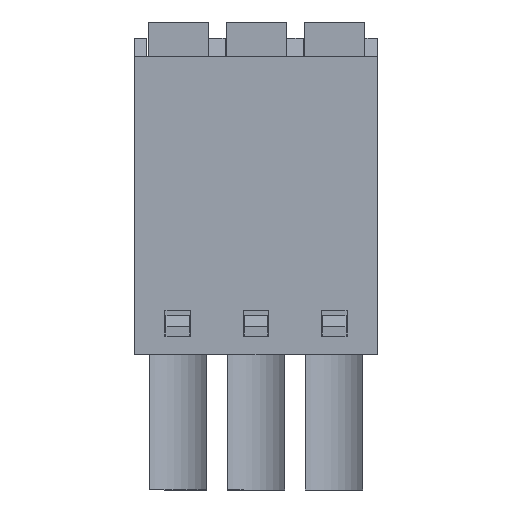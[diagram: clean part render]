
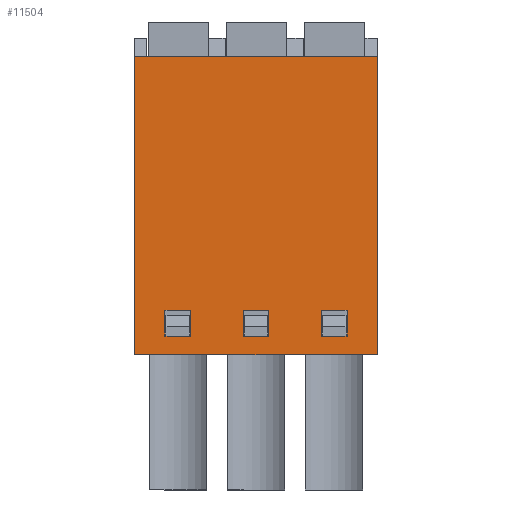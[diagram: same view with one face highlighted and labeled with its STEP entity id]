
A CAD part, front view. The second image highlights one B-rep face of the part: STEP entity #11504.
In plain terms, the highlighted planar face has unit normal (0, -1, 0).
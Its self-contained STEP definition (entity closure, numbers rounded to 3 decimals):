
#351=LINE('',#16352,#1814);
#435=LINE('',#16516,#1898);
#466=LINE('',#16574,#1929);
#614=LINE('',#16913,#2077);
#723=LINE('',#17206,#2186);
#730=LINE('',#17223,#2193);
#731=LINE('',#17225,#2194);
#732=LINE('',#17227,#2195);
#733=LINE('',#17228,#2196);
#734=LINE('',#17230,#2197);
#735=LINE('',#17232,#2198);
#736=LINE('',#17233,#2199);
#737=LINE('',#17235,#2200);
#738=LINE('',#17237,#2201);
#739=LINE('',#17238,#2202);
#740=LINE('',#17239,#2203);
#1814=VECTOR('',#13132,1000.);
#1898=VECTOR('',#13230,1000.);
#1929=VECTOR('',#13265,1000.);
#2077=VECTOR('',#13519,1000.);
#2186=VECTOR('',#13742,1000.);
#2193=VECTOR('',#13759,1000.);
#2194=VECTOR('',#13760,1000.);
#2195=VECTOR('',#13761,1000.);
#2196=VECTOR('',#13762,1000.);
#2197=VECTOR('',#13763,1000.);
#2198=VECTOR('',#13764,1000.);
#2199=VECTOR('',#13765,1000.);
#2200=VECTOR('',#13766,1000.);
#2201=VECTOR('',#13767,1000.);
#2202=VECTOR('',#13768,1000.);
#2203=VECTOR('',#13769,1000.);
#3904=ORIENTED_EDGE('',*,*,#6852,.F.);
#3905=ORIENTED_EDGE('',*,*,#7161,.F.);
#3906=ORIENTED_EDGE('',*,*,#7162,.F.);
#3907=ORIENTED_EDGE('',*,*,#7163,.F.);
#3908=ORIENTED_EDGE('',*,*,#7019,.F.);
#3909=ORIENTED_EDGE('',*,*,#7164,.F.);
#3910=ORIENTED_EDGE('',*,*,#7165,.F.);
#3911=ORIENTED_EDGE('',*,*,#7166,.F.);
#3912=ORIENTED_EDGE('',*,*,#7152,.F.);
#3913=ORIENTED_EDGE('',*,*,#7167,.F.);
#3914=ORIENTED_EDGE('',*,*,#7168,.F.);
#3915=ORIENTED_EDGE('',*,*,#7169,.F.);
#3916=ORIENTED_EDGE('',*,*,#7170,.T.);
#3917=ORIENTED_EDGE('',*,*,#6821,.F.);
#3918=ORIENTED_EDGE('',*,*,#7171,.F.);
#3919=ORIENTED_EDGE('',*,*,#6737,.T.);
#6737=EDGE_CURVE('',#8418,#8417,#351,.T.);
#6821=EDGE_CURVE('',#8490,#8491,#435,.T.);
#6852=EDGE_CURVE('',#8515,#8516,#466,.T.);
#7019=EDGE_CURVE('',#8637,#8638,#614,.T.);
#7152=EDGE_CURVE('',#8730,#8731,#723,.T.);
#7161=EDGE_CURVE('',#8736,#8515,#730,.T.);
#7162=EDGE_CURVE('',#8737,#8736,#731,.T.);
#7163=EDGE_CURVE('',#8516,#8737,#732,.T.);
#7164=EDGE_CURVE('',#8738,#8637,#733,.T.);
#7165=EDGE_CURVE('',#8739,#8738,#734,.T.);
#7166=EDGE_CURVE('',#8638,#8739,#735,.T.);
#7167=EDGE_CURVE('',#8740,#8730,#736,.T.);
#7168=EDGE_CURVE('',#8741,#8740,#737,.T.);
#7169=EDGE_CURVE('',#8731,#8741,#738,.T.);
#7170=EDGE_CURVE('',#8417,#8491,#739,.T.);
#7171=EDGE_CURVE('',#8418,#8490,#740,.T.);
#8417=VERTEX_POINT('',#16351);
#8418=VERTEX_POINT('',#16353);
#8490=VERTEX_POINT('',#16515);
#8491=VERTEX_POINT('',#16517);
#8515=VERTEX_POINT('',#16573);
#8516=VERTEX_POINT('',#16575);
#8637=VERTEX_POINT('',#16912);
#8638=VERTEX_POINT('',#16914);
#8730=VERTEX_POINT('',#17205);
#8731=VERTEX_POINT('',#17207);
#8736=VERTEX_POINT('',#17224);
#8737=VERTEX_POINT('',#17226);
#8738=VERTEX_POINT('',#17229);
#8739=VERTEX_POINT('',#17231);
#8740=VERTEX_POINT('',#17234);
#8741=VERTEX_POINT('',#17236);
#9764=EDGE_LOOP('',(#3904,#3905,#3906,#3907));
#9765=EDGE_LOOP('',(#3908,#3909,#3910,#3911));
#9766=EDGE_LOOP('',(#3912,#3913,#3914,#3915));
#9767=EDGE_LOOP('',(#3916,#3917,#3918,#3919));
#10393=FACE_BOUND('',#9764,.T.);
#10394=FACE_BOUND('',#9765,.T.);
#10395=FACE_BOUND('',#9766,.T.);
#10396=FACE_BOUND('',#9767,.T.);
#11004=PLANE('',#12219);
#11504=ADVANCED_FACE('',(#10393,#10394,#10395,#10396),#11004,.F.);
#12219=AXIS2_PLACEMENT_3D('',#17222,#13757,#13758);
#13132=DIRECTION('',(-1.,0.,0.));
#13230=DIRECTION('',(-1.,0.,0.));
#13265=DIRECTION('',(1.,0.,0.));
#13519=DIRECTION('',(1.,0.,0.));
#13742=DIRECTION('',(1.,0.,0.));
#13757=DIRECTION('',(0.,1.,0.));
#13758=DIRECTION('',(0.,0.,1.));
#13759=DIRECTION('',(0.,0.,-1.));
#13760=DIRECTION('',(-1.,0.,0.));
#13761=DIRECTION('',(0.,0.,1.));
#13762=DIRECTION('',(0.,0.,-1.));
#13763=DIRECTION('',(-1.,0.,0.));
#13764=DIRECTION('',(0.,0.,1.));
#13765=DIRECTION('',(0.,0.,-1.));
#13766=DIRECTION('',(-1.,0.,0.));
#13767=DIRECTION('',(0.,0.,1.));
#13768=DIRECTION('',(0.,0.,-1.));
#13769=DIRECTION('',(0.,0.,-1.));
#16351=CARTESIAN_POINT('',(-5.915,-3.9,7.25));
#16352=CARTESIAN_POINT('',(5.915,-3.9,7.25));
#16353=CARTESIAN_POINT('',(5.915,-3.9,7.25));
#16515=CARTESIAN_POINT('',(5.915,-3.9,-7.25));
#16516=CARTESIAN_POINT('',(5.915,-3.9,-7.25));
#16517=CARTESIAN_POINT('',(-5.915,-3.9,-7.25));
#16573=CARTESIAN_POINT('',(-4.435,-3.9,-6.35));
#16574=CARTESIAN_POINT('',(-4.435,-3.9,-6.35));
#16575=CARTESIAN_POINT('',(-3.185,-3.9,-6.35));
#16912=CARTESIAN_POINT('',(-0.625,-3.9,-6.35));
#16913=CARTESIAN_POINT('',(-0.625,-3.9,-6.35));
#16914=CARTESIAN_POINT('',(0.625,-3.9,-6.35));
#17205=CARTESIAN_POINT('',(3.185,-3.9,-6.35));
#17206=CARTESIAN_POINT('',(3.185,-3.9,-6.35));
#17207=CARTESIAN_POINT('',(4.435,-3.9,-6.35));
#17222=CARTESIAN_POINT('',(5.915,-3.9,7.25));
#17223=CARTESIAN_POINT('',(-4.435,-3.9,-5.1));
#17224=CARTESIAN_POINT('',(-4.435,-3.9,-5.1));
#17225=CARTESIAN_POINT('',(-3.185,-3.9,-5.1));
#17226=CARTESIAN_POINT('',(-3.185,-3.9,-5.1));
#17227=CARTESIAN_POINT('',(-3.185,-3.9,-6.35));
#17228=CARTESIAN_POINT('',(-0.625,-3.9,-5.1));
#17229=CARTESIAN_POINT('',(-0.625,-3.9,-5.1));
#17230=CARTESIAN_POINT('',(0.625,-3.9,-5.1));
#17231=CARTESIAN_POINT('',(0.625,-3.9,-5.1));
#17232=CARTESIAN_POINT('',(0.625,-3.9,-6.35));
#17233=CARTESIAN_POINT('',(3.185,-3.9,-5.1));
#17234=CARTESIAN_POINT('',(3.185,-3.9,-5.1));
#17235=CARTESIAN_POINT('',(4.435,-3.9,-5.1));
#17236=CARTESIAN_POINT('',(4.435,-3.9,-5.1));
#17237=CARTESIAN_POINT('',(4.435,-3.9,-6.35));
#17238=CARTESIAN_POINT('',(-5.915,-3.9,7.25));
#17239=CARTESIAN_POINT('',(5.915,-3.9,7.25));
